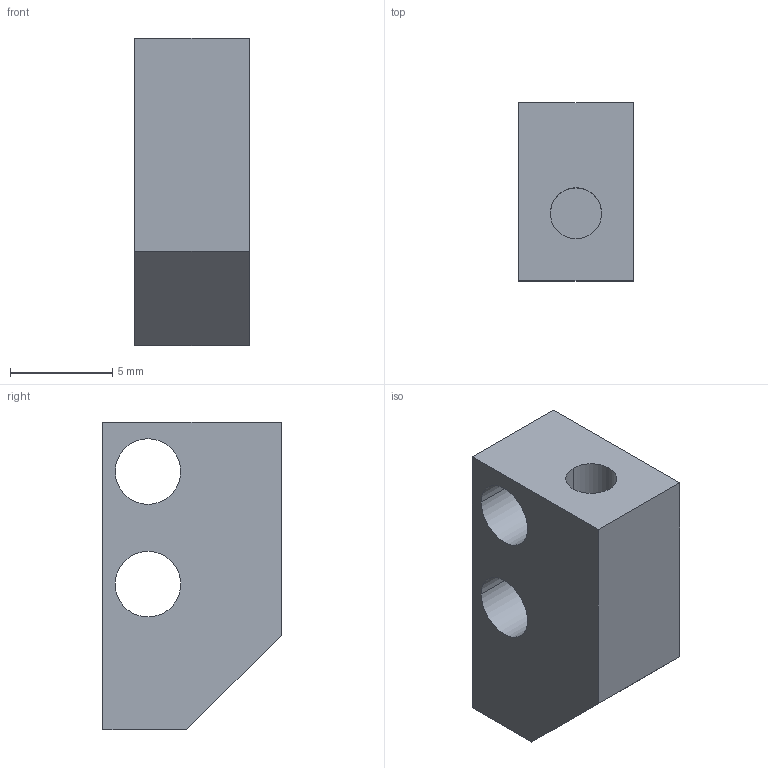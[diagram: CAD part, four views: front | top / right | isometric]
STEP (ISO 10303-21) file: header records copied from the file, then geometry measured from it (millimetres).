
FILE_DESCRIPTION((''),'2;1');
FILE_NAME('PF-5D_ASM','2019-03-07T',('Gavin'),(''),'PRO/ENGINEER BY PARAMETRIC TECHNOLOGY CORPORATION, 2009440','PRO/ENGINEER BY PARAMETRIC TECHNOLOGY CORPORATION, 2009440','');
FILE_SCHEMA(('CONFIG_CONTROL_DESIGN'));
Length unit declared in the file: millimetre
Products named in the file (2): PRT0008; PF-5D_ASM
Assembly tree (1 placements, depth 2):
  PF-5D_ASM
    PRT0008
Bounding box: 5.6 x 8.7 x 15 mm (x, y, z)
Volume: 548.5 mm3; surface area: 622.8 mm2
Topology: 1 solids, 1 shells, 17 faces, 39 edges, 26 vertices
Faces by surface type: plane 9, cylinder 8
Entity records: 564 total; most frequent: DIRECTION 95, CARTESIAN_POINT 85, ORIENTED_EDGE 78, EDGE_CURVE 39, AXIS2_PLACEMENT_3D 36, VERTEX_POINT 26, VECTOR 23, LINE 23
